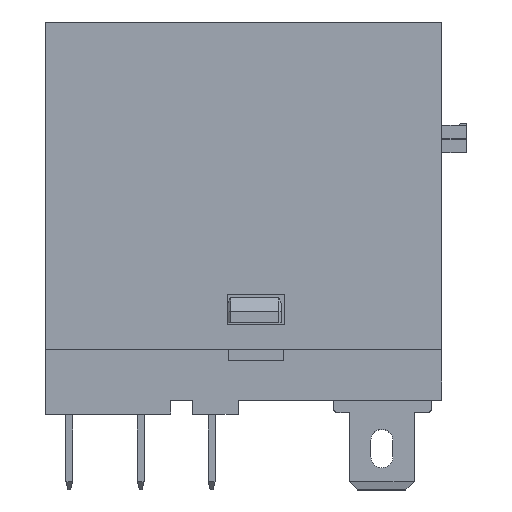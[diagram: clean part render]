
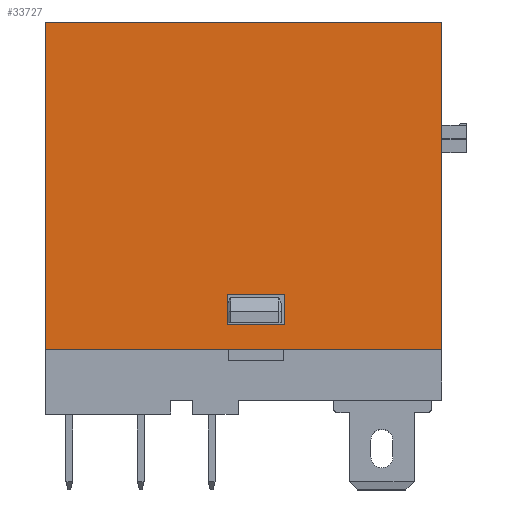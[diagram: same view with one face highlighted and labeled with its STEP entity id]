
A CAD part, top view. The second image highlights one B-rep face of the part: STEP entity #33727.
In plain terms, the highlighted face is planar.
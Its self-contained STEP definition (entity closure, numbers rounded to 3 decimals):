
#762 = VERTEX_POINT ( 'NONE', #19299 ) ;
#816 = EDGE_LOOP ( 'NONE', ( #10087, #3217, #15801, #23087 ) ) ;
#821 = EDGE_CURVE ( 'NONE', #18268, #36140, #37960, .T. ) ;
#1054 = LINE ( 'NONE', #3845, #2068 ) ;
#1176 = CARTESIAN_POINT ( 'NONE',  ( 14.4, 6.3, -12.15 ) ) ;
#1360 = DIRECTION ( 'NONE',  ( 0., 0., -1. ) ) ;
#2068 = VECTOR ( 'NONE', #26535, 1000. ) ;
#3217 = ORIENTED_EDGE ( 'NONE', *, *, #4220, .T. ) ;
#3845 = CARTESIAN_POINT ( 'NONE',  ( -3., 6.3, -8.15 ) ) ;
#3959 = VECTOR ( 'NONE', #39435, 1000. ) ;
#4220 = EDGE_CURVE ( 'NONE', #762, #21749, #1054, .T. ) ;
#5004 = CARTESIAN_POINT ( 'NONE',  ( 14.4, 6.3, 11.65 ) ) ;
#5032 = CARTESIAN_POINT ( 'NONE',  ( 14.4, 6.3, 11.65 ) ) ;
#5244 = EDGE_CURVE ( 'NONE', #24739, #36140, #41030, .T. ) ;
#5622 = LINE ( 'NONE', #20452, #20904 ) ;
#6289 = CARTESIAN_POINT ( 'NONE',  ( -3., 6.3, -8.15 ) ) ;
#8187 = EDGE_CURVE ( 'NONE', #18268, #31094, #23146, .T. ) ;
#10087 = ORIENTED_EDGE ( 'NONE', *, *, #30830, .F. ) ;
#10393 = CARTESIAN_POINT ( 'NONE',  ( -3., 6.3, -8.15 ) ) ;
#10926 = DIRECTION ( 'NONE',  ( 1., 0., 0. ) ) ;
#11433 = EDGE_CURVE ( 'NONE', #21749, #14625, #21247, .T. ) ;
#14049 = PLANE ( 'NONE',  #26416 ) ;
#14250 = ORIENTED_EDGE ( 'NONE', *, *, #821, .T. ) ;
#14287 = ORIENTED_EDGE ( 'NONE', *, *, #8187, .F. ) ;
#14625 = VERTEX_POINT ( 'NONE', #23197 ) ;
#15801 = ORIENTED_EDGE ( 'NONE', *, *, #11433, .T. ) ;
#15853 = CARTESIAN_POINT ( 'NONE',  ( -3., 6.3, -10.35 ) ) ;
#18268 = VERTEX_POINT ( 'NONE', #5032 ) ;
#18442 = ORIENTED_EDGE ( 'NONE', *, *, #37282, .F. ) ;
#19111 = DIRECTION ( 'NONE',  ( 1., 0., 0. ) ) ;
#19299 = CARTESIAN_POINT ( 'NONE',  ( 1.2, 6.3, -8.15 ) ) ;
#20452 = CARTESIAN_POINT ( 'NONE',  ( 1.2, 6.3, -8.15 ) ) ;
#20904 = VECTOR ( 'NONE', #39830, 1000. ) ;
#21247 = LINE ( 'NONE', #10393, #3959 ) ;
#21749 = VERTEX_POINT ( 'NONE', #6289 ) ;
#21773 = VECTOR ( 'NONE', #25262, 1000. ) ;
#22839 = LINE ( 'NONE', #30444, #39061 ) ;
#23012 = VERTEX_POINT ( 'NONE', #38222 ) ;
#23087 = ORIENTED_EDGE ( 'NONE', *, *, #32315, .T. ) ;
#23146 = LINE ( 'NONE', #5004, #30724 ) ;
#23197 = CARTESIAN_POINT ( 'NONE',  ( -3., 6.3, -10.35 ) ) ;
#23371 = LINE ( 'NONE', #15853, #33996 ) ;
#23814 = CARTESIAN_POINT ( 'NONE',  ( -14.4, 6.3, 10.35 ) ) ;
#24739 = VERTEX_POINT ( 'NONE', #40183 ) ;
#25166 = CARTESIAN_POINT ( 'NONE',  ( -14.4, 6.3, 11.65 ) ) ;
#25262 = DIRECTION ( 'NONE',  ( 0., 0., -1. ) ) ;
#26248 = CARTESIAN_POINT ( 'NONE',  ( 14.4, 6.3, 10.35 ) ) ;
#26416 = AXIS2_PLACEMENT_3D ( 'NONE', #23814, #30327, #10926 ) ;
#26535 = DIRECTION ( 'NONE',  ( -1., 0., 0. ) ) ;
#27702 = DIRECTION ( 'NONE',  ( -1., 0., 0. ) ) ;
#28417 = DIRECTION ( 'NONE',  ( 1., 0., 0. ) ) ;
#30327 = DIRECTION ( 'NONE',  ( 0., -1., 0. ) ) ;
#30444 = CARTESIAN_POINT ( 'NONE',  ( -14.4, 6.3, 10.35 ) ) ;
#30724 = VECTOR ( 'NONE', #27702, 1000. ) ;
#30830 = EDGE_CURVE ( 'NONE', #762, #23012, #5622, .T. ) ;
#31094 = VERTEX_POINT ( 'NONE', #25166 ) ;
#31375 = VECTOR ( 'NONE', #28417, 1000. ) ;
#32315 = EDGE_CURVE ( 'NONE', #14625, #23012, #23371, .T. ) ;
#33727 = ADVANCED_FACE ( 'NONE', ( #41455, #33872 ), #14049, .F. ) ;
#33872 = FACE_OUTER_BOUND ( 'NONE', #34448, .T. ) ;
#33996 = VECTOR ( 'NONE', #19111, 1000. ) ;
#34448 = EDGE_LOOP ( 'NONE', ( #18442, #14287, #14250, #37042 ) ) ;
#36140 = VERTEX_POINT ( 'NONE', #1176 ) ;
#37042 = ORIENTED_EDGE ( 'NONE', *, *, #5244, .F. ) ;
#37282 = EDGE_CURVE ( 'NONE', #31094, #24739, #22839, .T. ) ;
#37960 = LINE ( 'NONE', #26248, #21773 ) ;
#38222 = CARTESIAN_POINT ( 'NONE',  ( 1.2, 6.3, -10.35 ) ) ;
#39061 = VECTOR ( 'NONE', #1360, 1000. ) ;
#39435 = DIRECTION ( 'NONE',  ( 0., 0., -1. ) ) ;
#39830 = DIRECTION ( 'NONE',  ( 0., 0., -1. ) ) ;
#40183 = CARTESIAN_POINT ( 'NONE',  ( -14.4, 6.3, -12.15 ) ) ;
#41030 = LINE ( 'NONE', #41440, #31375 ) ;
#41440 = CARTESIAN_POINT ( 'NONE',  ( -14.4, 6.3, -12.15 ) ) ;
#41455 = FACE_BOUND ( 'NONE', #816, .T. ) ;
